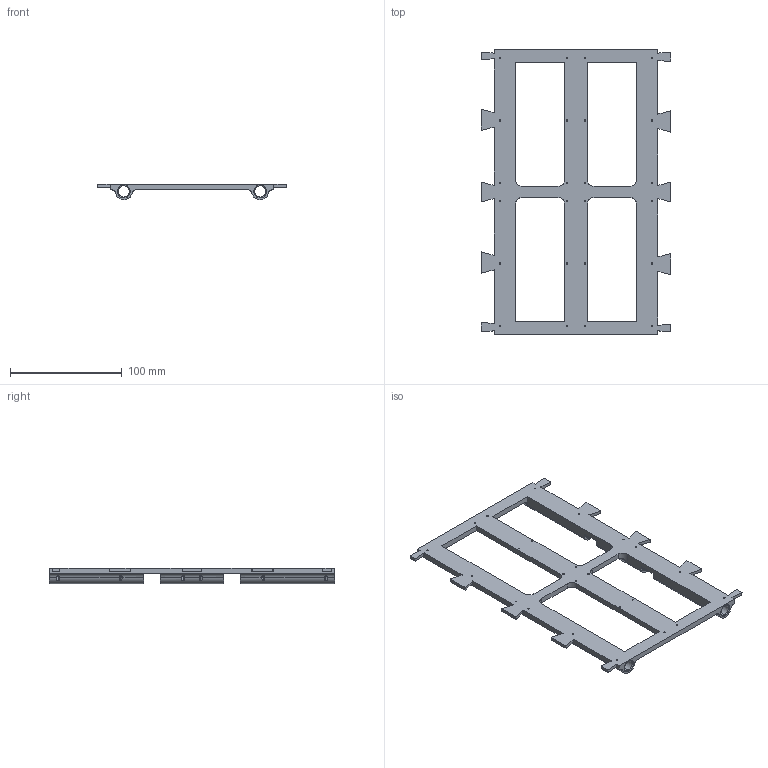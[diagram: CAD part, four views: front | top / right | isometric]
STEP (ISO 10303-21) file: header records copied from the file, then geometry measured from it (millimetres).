
FILE_DESCRIPTION (( 'STEP AP214' ), '1' );
FILE_NAME ('Center Brace.STEP', '2025-01-20T01:20:16', ( '' ), ( '' ), 'SwSTEP 2.0', 'SolidWorks 2024', '' );
FILE_SCHEMA (( 'AUTOMOTIVE_DESIGN' ));
Length unit declared in the file: millimetre
Products named in the file (1): Center Brace
Bounding box: 170 x 255.6 x 14 mm (x, y, z)
Volume: 106771.6 mm3; surface area: 69854.4 mm2
Topology: 1 solids, 1 shells, 270 faces, 830 edges, 550 vertices
Faces by surface type: cylinder 116, plane 88, bspline 40, torus 26
Entity records: 11737 total; most frequent: CARTESIAN_POINT 4531, ORIENTED_EDGE 1660, DIRECTION 1304, EDGE_CURVE 830, VERTEX_POINT 550, AXIS2_PLACEMENT_3D 491, EDGE_LOOP 326, VECTOR 322
